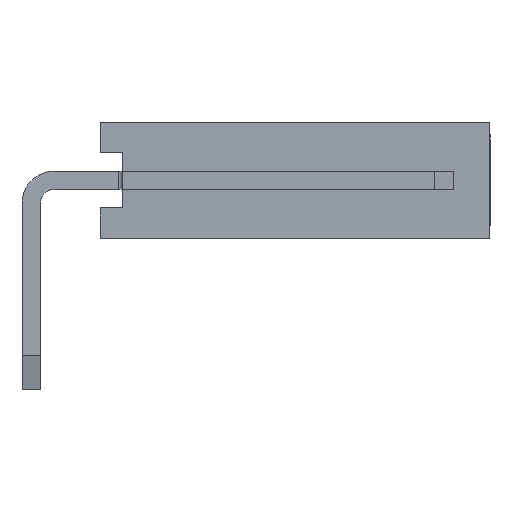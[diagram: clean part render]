
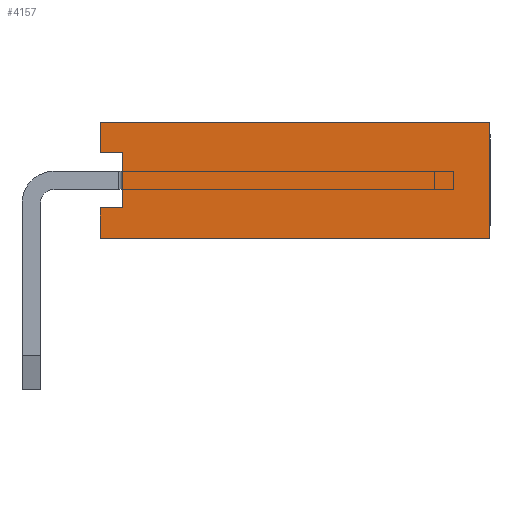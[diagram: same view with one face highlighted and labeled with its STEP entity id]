
A CAD part, left-side view. The second image highlights one B-rep face of the part: STEP entity #4157.
In plain terms, the highlighted planar face has unit normal (-1, 0, 0).
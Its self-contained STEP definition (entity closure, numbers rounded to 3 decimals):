
#4157=ADVANCED_FACE('',(#22199),#22201,.T.);
#22199=FACE_BOUND('',#22200,.T.);
#22200=EDGE_LOOP('',(#36717,#36718,#36719,#36720,#36721,#36722,#36723,#36724));
#22201=PLANE('',#22202);
#22202=AXIS2_PLACEMENT_3D('',#22203,#22204,#22205);
#22203=CARTESIAN_POINT('',(-1.27,-1.5,2.54));
#22204=DIRECTION('',(-1.,0.,0.));
#22205=DIRECTION('',(0.,0.,-1.));
#36717=ORIENTED_EDGE('',*,*,#47165,.T.);
#36718=ORIENTED_EDGE('',*,*,#47166,.T.);
#36719=ORIENTED_EDGE('',*,*,#47167,.T.);
#36720=ORIENTED_EDGE('',*,*,#47168,.F.);
#36721=ORIENTED_EDGE('',*,*,#47169,.F.);
#36722=ORIENTED_EDGE('',*,*,#47170,.T.);
#36723=ORIENTED_EDGE('',*,*,#47171,.T.);
#36724=ORIENTED_EDGE('',*,*,#46453,.T.);
#46453=EDGE_CURVE('',#53217,#53218,#53219,.T.);
#47165=EDGE_CURVE('',#53218,#54221,#54222,.F.);
#47166=EDGE_CURVE('',#54221,#54223,#54224,.T.);
#47167=EDGE_CURVE('',#54223,#54225,#54226,.T.);
#47168=EDGE_CURVE('',#54227,#54225,#54228,.T.);
#47169=EDGE_CURVE('',#54229,#54227,#54230,.T.);
#47170=EDGE_CURVE('',#54229,#54231,#54232,.T.);
#47171=EDGE_CURVE('',#54231,#53217,#54233,.F.);
#53217=VERTEX_POINT('',#65137);
#53218=VERTEX_POINT('',#65138);
#53219=LINE('',#65139,#65140);
#54221=VERTEX_POINT('',#67565);
#54222=LINE('',#67566,#67567);
#54223=VERTEX_POINT('',#67569);
#54224=LINE('',#67570,#67571);
#54225=VERTEX_POINT('',#67573);
#54226=LINE('',#67574,#67575);
#54227=VERTEX_POINT('',#67577);
#54228=LINE('',#67578,#67579);
#54229=VERTEX_POINT('',#67581);
#54230=LINE('',#67582,#67583);
#54231=VERTEX_POINT('',#67585);
#54232=LINE('',#67586,#67587);
#54233=LINE('',#67589,#67590);
#65137=CARTESIAN_POINT('',(-1.27,-2.,1.87));
#65138=CARTESIAN_POINT('',(-1.27,-2.,0.67));
#65139=CARTESIAN_POINT('',(-1.27,-2.,1.87));
#65140=VECTOR('',#65141,1.);
#65141=DIRECTION('',(0.,0.,-1.));
#67565=CARTESIAN_POINT('',(-1.27,-1.5,0.67));
#67566=CARTESIAN_POINT('',(-1.27,-1.5,0.67));
#67567=VECTOR('',#67568,1.);
#67568=DIRECTION('',(0.,-1.,0.));
#67569=CARTESIAN_POINT('',(-1.27,-1.5,0.));
#67570=CARTESIAN_POINT('',(-1.27,-1.5,0.67));
#67571=VECTOR('',#67572,1.);
#67572=DIRECTION('',(0.,0.,-1.));
#67573=CARTESIAN_POINT('',(-1.27,-10.,0.));
#67574=CARTESIAN_POINT('',(-1.27,-1.5,0.));
#67575=VECTOR('',#67576,1.);
#67576=DIRECTION('',(0.,-1.,0.));
#67577=CARTESIAN_POINT('',(-1.27,-10.,2.54));
#67578=CARTESIAN_POINT('',(-1.27,-10.,2.54));
#67579=VECTOR('',#67580,1.);
#67580=DIRECTION('',(0.,0.,-1.));
#67581=CARTESIAN_POINT('',(-1.27,-1.5,2.54));
#67582=CARTESIAN_POINT('',(-1.27,-1.5,2.54));
#67583=VECTOR('',#67584,1.);
#67584=DIRECTION('',(0.,-1.,0.));
#67585=CARTESIAN_POINT('',(-1.27,-1.5,1.87));
#67586=CARTESIAN_POINT('',(-1.27,-1.5,2.54));
#67587=VECTOR('',#67588,1.);
#67588=DIRECTION('',(0.,0.,-1.));
#67589=CARTESIAN_POINT('',(-1.27,-2.,1.87));
#67590=VECTOR('',#67591,1.);
#67591=DIRECTION('',(0.,1.,0.));
